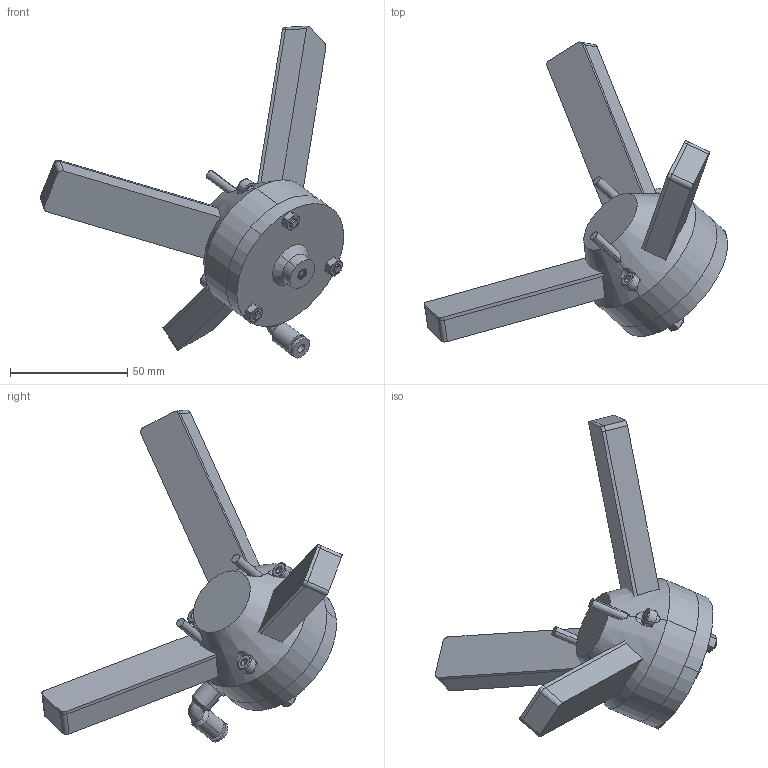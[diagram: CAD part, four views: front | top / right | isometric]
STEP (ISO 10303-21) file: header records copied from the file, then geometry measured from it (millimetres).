
FILE_DESCRIPTION (( 'STEP AP203' ), '1' );
FILE_NAME ('SKHVAT.STEP', '2022-05-02T21:20:14', ( '' ), ( '' ), 'SwSTEP 2.0', 'SolidWorks 2020', '' );
FILE_SCHEMA (( 'CONFIG_CONTROL_DESIGN' ));
Length unit declared in the file: millimetre
Products named in the file (12): DIN_912-M4x30.stp; M4x3.3mm Hex Nut (FIX-M4).step; Shupal''ze22; Assembly2; Upper; Tkan''; ﾘ; SKHVAT; Lowe; O4 x M5 COTOVELO 90° MACHO GIRAT. (C02470405)
Assembly tree (20 placements, depth 3):
  SKHVAT
    Lowe
    Assembly2
      Shupal''ze22
      Tkan''
    Assembly2
      Shupal''ze22
      Tkan''
    Assembly2
      Shupal''ze22
      Tkan''
    Upper
    O4 x M5 COTOVELO 90° MACHO GIRAT. (C02470405)
    DIN_912-M4x30.stp  x3
    M4x3.3mm Hex Nut (FIX-M4).step  x3
    ﾘ  x2
Bounding box: 129.55 x 128.27 x 141.83 mm (x, y, z)
Volume: 122215.1 mm3; surface area: 58741.9 mm2
Topology: 19 solids, 19 shells, 680 faces, 1780 edges, 1131 vertices
Faces by surface type: plane 389, cylinder 150, cone 74, bspline 45, torus 16, sphere 6
Entity records: 14790 total; most frequent: CARTESIAN_POINT 4598, ORIENTED_EDGE 1884, DIRECTION 1692, EDGE_CURVE 942, VERTEX_POINT 607, AXIS2_PLACEMENT_3D 571, LINE 550, VECTOR 550
